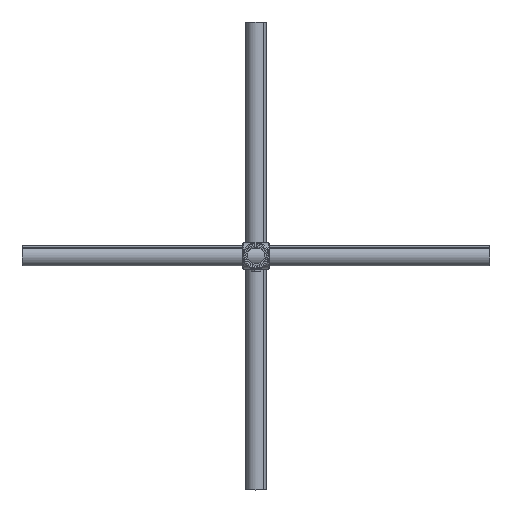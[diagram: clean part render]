
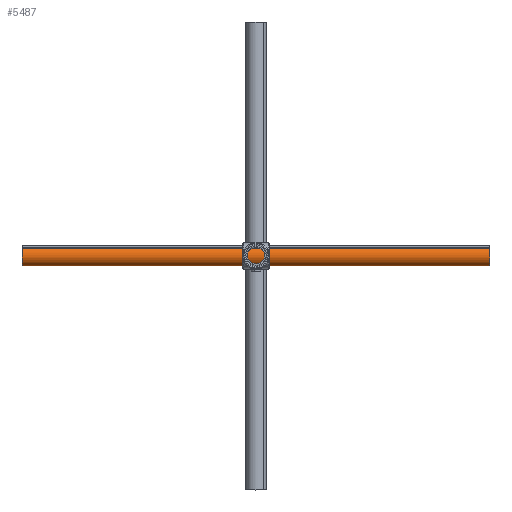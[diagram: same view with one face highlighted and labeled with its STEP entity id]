
A CAD part, top view. The second image highlights one B-rep face of the part: STEP entity #5487.
In plain terms, the highlighted cylindrical face has radius 21.5 mm (diameter 43 mm), a partial arc.
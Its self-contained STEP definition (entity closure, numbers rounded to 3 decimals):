
#660 = CARTESIAN_POINT ( 'NONE',  ( -21.5, 0., 1000. ) ) ;
#1215 = VERTEX_POINT ( 'NONE', #1568 ) ;
#1455 = DIRECTION ( 'NONE',  ( 0., 0., -1. ) ) ;
#1568 = CARTESIAN_POINT ( 'NONE',  ( 21.5, 0., 1000. ) ) ;
#2109 = CARTESIAN_POINT ( 'NONE',  ( 0., 0., 1000. ) ) ;
#2119 = DIRECTION ( 'NONE',  ( -1., 0., 0. ) ) ;
#2193 = DIRECTION ( 'NONE',  ( 0., 0., -1. ) ) ;
#2649 = ORIENTED_EDGE ( 'NONE', *, *, #4029, .T. ) ;
#3317 = CARTESIAN_POINT ( 'NONE',  ( 21.5, 0., 1000. ) ) ;
#4029 = EDGE_CURVE ( 'NONE', #4627, #6223, #4898, .T. ) ;
#4084 = EDGE_CURVE ( 'NONE', #7253, #1215, #6646, .T. ) ;
#4397 = CARTESIAN_POINT ( 'NONE',  ( 21.5, 0., 0. ) ) ;
#4511 = EDGE_CURVE ( 'NONE', #7253, #4627, #6360, .T. ) ;
#4627 = VERTEX_POINT ( 'NONE', #7380 ) ;
#4722 = AXIS2_PLACEMENT_3D ( 'NONE', #2109, #2193, #2119 ) ;
#4898 = CIRCLE ( 'NONE', #7301, 21.5 ) ;
#5487 = ADVANCED_FACE ( 'NONE', ( #7757 ), #7675, .T. ) ;
#5848 = EDGE_LOOP ( 'NONE', ( #7734, #7092, #7248, #2649 ) ) ;
#6193 = VECTOR ( 'NONE', #1455, 1000. ) ;
#6223 = VERTEX_POINT ( 'NONE', #4397 ) ;
#6360 = LINE ( 'NONE', #7801, #7397 ) ;
#6361 = LINE ( 'NONE', #3317, #6193 ) ;
#6579 = DIRECTION ( 'NONE',  ( 1., 0., 0. ) ) ;
#6604 = DIRECTION ( 'NONE',  ( 0., 0., 1. ) ) ;
#6619 = CARTESIAN_POINT ( 'NONE',  ( 0., 0., 1000. ) ) ;
#6642 = EDGE_CURVE ( 'NONE', #1215, #6223, #6361, .T. ) ;
#6646 = CIRCLE ( 'NONE', #7481, 21.5 ) ;
#6922 = DIRECTION ( 'NONE',  ( 1., 0., 0. ) ) ;
#6942 = DIRECTION ( 'NONE',  ( 0., 0., 1. ) ) ;
#6973 = CARTESIAN_POINT ( 'NONE',  ( 0., 0., 0. ) ) ;
#7092 = ORIENTED_EDGE ( 'NONE', *, *, #4084, .F. ) ;
#7248 = ORIENTED_EDGE ( 'NONE', *, *, #4511, .T. ) ;
#7253 = VERTEX_POINT ( 'NONE', #660 ) ;
#7301 = AXIS2_PLACEMENT_3D ( 'NONE', #6973, #6942, #6922 ) ;
#7380 = CARTESIAN_POINT ( 'NONE',  ( -21.5, 0., 0. ) ) ;
#7397 = VECTOR ( 'NONE', #7807, 1000. ) ;
#7481 = AXIS2_PLACEMENT_3D ( 'NONE', #6619, #6604, #6579 ) ;
#7675 = CYLINDRICAL_SURFACE ( 'NONE', #4722, 21.5 ) ;
#7734 = ORIENTED_EDGE ( 'NONE', *, *, #6642, .F. ) ;
#7757 = FACE_OUTER_BOUND ( 'NONE', #5848, .T. ) ;
#7801 = CARTESIAN_POINT ( 'NONE',  ( -21.5, 0., 1000. ) ) ;
#7807 = DIRECTION ( 'NONE',  ( 0., 0., -1. ) ) ;
